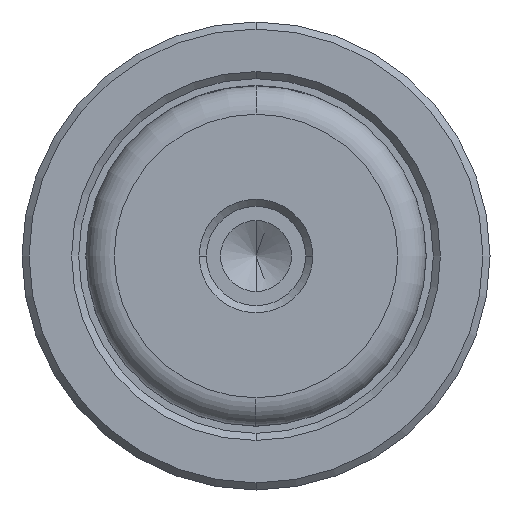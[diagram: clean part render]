
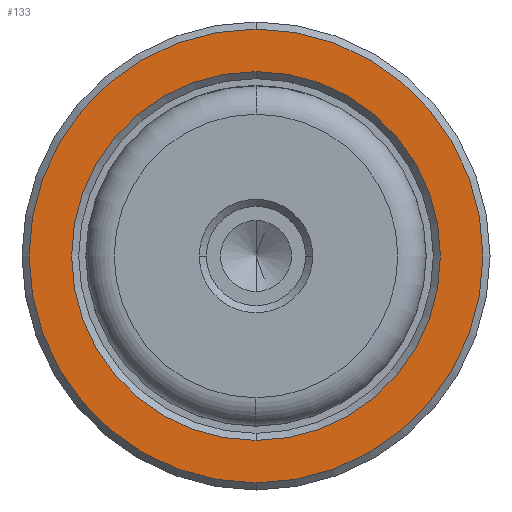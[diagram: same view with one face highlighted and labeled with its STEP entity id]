
A CAD part, left-side view. The second image highlights one B-rep face of the part: STEP entity #133.
In plain terms, the highlighted planar face has unit normal (-1, 0, 0).
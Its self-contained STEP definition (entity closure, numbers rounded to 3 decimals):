
#133 = ADVANCED_FACE ( 'NONE', ( #687, #1091 ), #2326, .T. ) ;
#138 = CARTESIAN_POINT ( 'NONE',  ( 24., -12., 0. ) ) ;
#177 = VERTEX_POINT ( 'NONE', #2034 ) ;
#193 = VERTEX_POINT ( 'NONE', #1120 ) ;
#292 = ORIENTED_EDGE ( 'NONE', *, *, #2366, .T. ) ;
#380 = EDGE_LOOP ( 'NONE', ( #785, #509 ) ) ;
#420 = DIRECTION ( 'NONE',  ( -1., 0., 0. ) ) ;
#421 = VERTEX_POINT ( 'NONE', #2070 ) ;
#433 = CARTESIAN_POINT ( 'NONE',  ( 24., 0., -16. ) ) ;
#463 = CARTESIAN_POINT ( 'NONE',  ( 24., 0., 0. ) ) ;
#468 = EDGE_CURVE ( 'NONE', #421, #193, #953, .T. ) ;
#475 = CIRCLE ( 'NONE', #1539, 16. ) ;
#496 = DIRECTION ( 'NONE',  ( -1., 0., 0. ) ) ;
#509 = ORIENTED_EDGE ( 'NONE', *, *, #468, .T. ) ;
#659 = DIRECTION ( 'NONE',  ( 1., 0., 0. ) ) ;
#660 = DIRECTION ( 'NONE',  ( 0., 0., 1. ) ) ;
#684 = CARTESIAN_POINT ( 'NONE',  ( 24., 0., 0. ) ) ;
#687 = FACE_OUTER_BOUND ( 'NONE', #1291, .T. ) ;
#785 = ORIENTED_EDGE ( 'NONE', *, *, #2160, .T. ) ;
#857 = DIRECTION ( 'NONE',  ( 0., 0., -1. ) ) ;
#953 = CIRCLE ( 'NONE', #1836, 13. ) ;
#1091 = FACE_BOUND ( 'NONE', #380, .T. ) ;
#1120 = CARTESIAN_POINT ( 'NONE',  ( 24., 0., 13. ) ) ;
#1148 = AXIS2_PLACEMENT_3D ( 'NONE', #1730, #659, #1992 ) ;
#1174 = VERTEX_POINT ( 'NONE', #433 ) ;
#1237 = EDGE_CURVE ( 'NONE', #1174, #177, #475, .T. ) ;
#1291 = EDGE_LOOP ( 'NONE', ( #2036, #292 ) ) ;
#1398 = CIRCLE ( 'NONE', #1556, 16. ) ;
#1503 = CARTESIAN_POINT ( 'NONE',  ( 24., 0., 0. ) ) ;
#1539 = AXIS2_PLACEMENT_3D ( 'NONE', #463, #1731, #660 ) ;
#1556 = AXIS2_PLACEMENT_3D ( 'NONE', #1503, #420, #1691 ) ;
#1584 = DIRECTION ( 'NONE',  ( 0., 0., 1. ) ) ;
#1691 = DIRECTION ( 'NONE',  ( 0., 0., 1. ) ) ;
#1730 = CARTESIAN_POINT ( 'NONE',  ( 24., 0., 0. ) ) ;
#1731 = DIRECTION ( 'NONE',  ( -1., 0., 0. ) ) ;
#1764 = CIRCLE ( 'NONE', #1148, 13. ) ;
#1836 = AXIS2_PLACEMENT_3D ( 'NONE', #684, #1950, #857 ) ;
#1950 = DIRECTION ( 'NONE',  ( 1., 0., 0. ) ) ;
#1992 = DIRECTION ( 'NONE',  ( 0., 0., -1. ) ) ;
#2034 = CARTESIAN_POINT ( 'NONE',  ( 24., 0., 16. ) ) ;
#2036 = ORIENTED_EDGE ( 'NONE', *, *, #1237, .T. ) ;
#2070 = CARTESIAN_POINT ( 'NONE',  ( 24., 0., -13. ) ) ;
#2115 = AXIS2_PLACEMENT_3D ( 'NONE', #138, #496, #1584 ) ;
#2160 = EDGE_CURVE ( 'NONE', #193, #421, #1764, .T. ) ;
#2326 = PLANE ( 'NONE',  #2115 ) ;
#2366 = EDGE_CURVE ( 'NONE', #177, #1174, #1398, .T. ) ;
